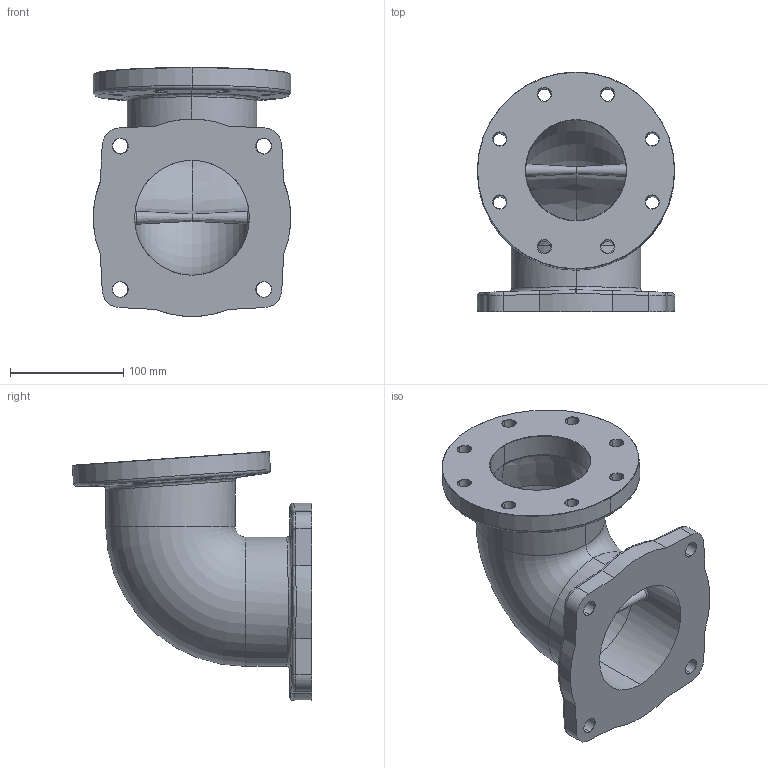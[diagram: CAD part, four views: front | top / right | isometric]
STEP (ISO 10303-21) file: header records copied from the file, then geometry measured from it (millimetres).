
FILE_DESCRIPTION((''),'2;1');
FILE_NAME('D41663_SW0001','2013-12-12T',('jhabe'),(''),'PRO/ENGINEER BY PARAMETRIC TECHNOLOGY CORPORATION, 2011310','PRO/ENGINEER BY PARAMETRIC TECHNOLOGY CORPORATION, 2011310','');
FILE_SCHEMA(('CONFIG_CONTROL_DESIGN'));
Length unit declared in the file: inch
Products named in the file (1): D41663_SW0001
Bounding box: 174.62 x 211.81 x 220.19 mm (x, y, z)
Surface area: 251776.3 mm2 (no closed solid volume)
Topology: 0 solids, 1 shells, 173 faces, 399 edges, 226 vertices
Faces by surface type: cylinder 54, bspline 54, cone 34, plane 20, torus 11
Entity records: 8520 total; most frequent: CARTESIAN_POINT 4904, ORIENTED_EDGE 798, DIRECTION 636, EDGE_CURVE 399, AXIS2_PLACEMENT_3D 242, VERTEX_POINT 226, EDGE_LOOP 199, FACE_OUTER_BOUND 173
